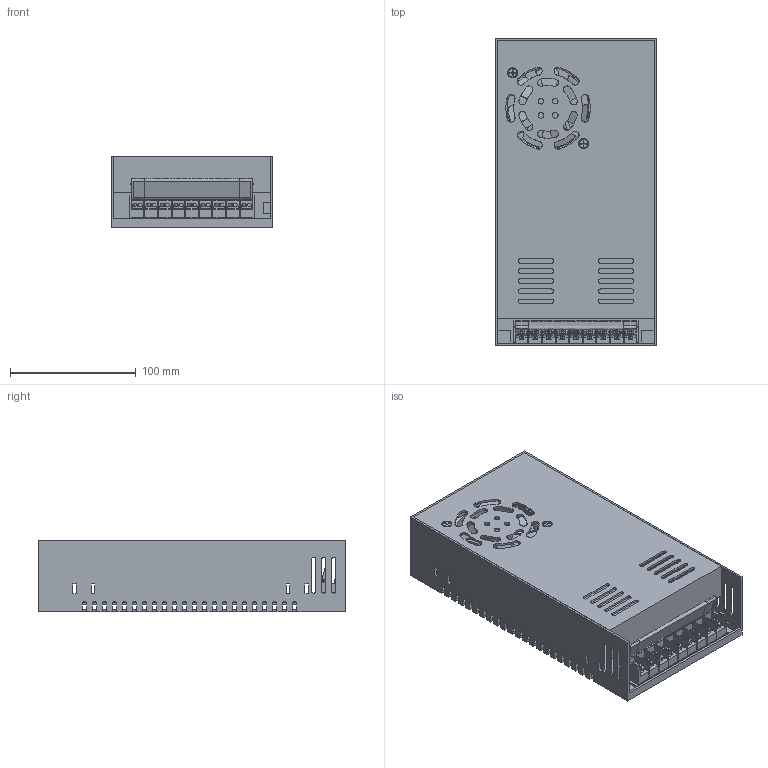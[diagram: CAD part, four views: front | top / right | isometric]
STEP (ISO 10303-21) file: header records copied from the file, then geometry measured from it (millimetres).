
FILE_DESCRIPTION(('FreeCAD Model'),'2;1');
FILE_NAME('Open CASCADE Shape Model','2025-04-26T08:35:00',('FreeCAD'),( 'FreeCAD'),'Open CASCADE STEP processor 7.6','FreeCAD','Unknown');
FILE_SCHEMA(('AUTOMOTIVE_DESIGN { 1 0 10303 214 1 1 1 1 }'));
Products named in the file (1): Open CASCADE STEP translator 7.6 1
Bounding box: 128.89 x 245.24 x 57.03 mm (x, y, z)
Volume: 298167 mm3; surface area: 359870.5 mm2
Topology: 45 solids, 45 shells, 2034 faces, 5963 edges, 3906 vertices
Faces by surface type: bspline 2034
Entity records: 112172 total; most frequent: CARTESIAN_POINT 77850, ORIENTED_EDGE 11926, EDGE_CURVE 5963, B_SPLINE_CURVE_WITH_KNOTS 4537, VERTEX_POINT 3906, FACE_BOUND 2313, EDGE_LOOP 2313, ADVANCED_FACE 2034
